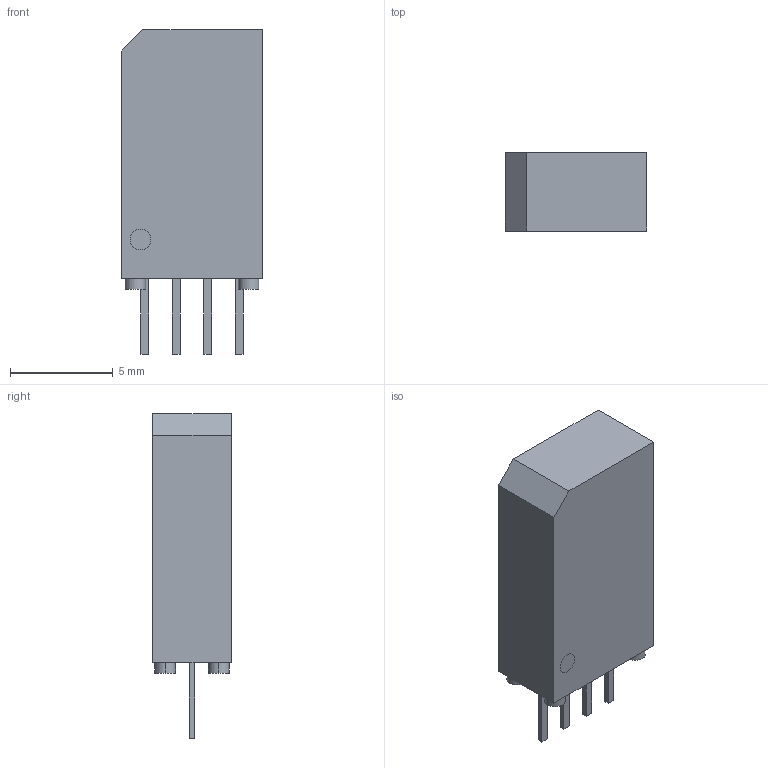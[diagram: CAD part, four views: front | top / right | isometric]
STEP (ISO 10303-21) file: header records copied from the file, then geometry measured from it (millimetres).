
FILE_DESCRIPTION((''),'2;1');
FILE_NAME('REL_PICKERING_116-1-A.stp','2011-05-31T16:01:35',(''),(''),'Mechanical Desktop 2011','Mechanical Desktop 2011',', , ');
FILE_SCHEMA(('AUTOMOTIVE_DESIGN { 1 2 10303 214 1 1 1 1 }'));
Length unit declared in the file: millimetre
Products named in the file (1): Product
Bounding box: 6.86 x 3.81 x 15.77 mm (x, y, z)
Volume: 317.2 mm3; surface area: 341.3 mm2
Topology: 10 solids, 10 shells, 54 faces, 99 edges, 66 vertices
Faces by surface type: plane 42, cylinder 12
Entity records: 1377 total; most frequent: DIRECTION 233, CARTESIAN_POINT 220, ORIENTED_EDGE 198, EDGE_CURVE 99, AXIS2_PLACEMENT_3D 79, VECTOR 75, LINE 75, VERTEX_POINT 66
